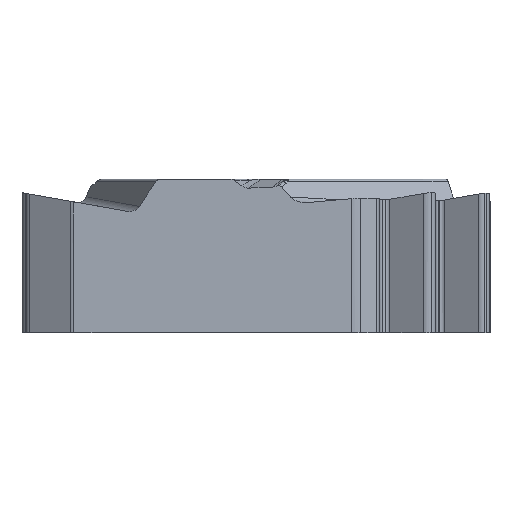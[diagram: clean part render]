
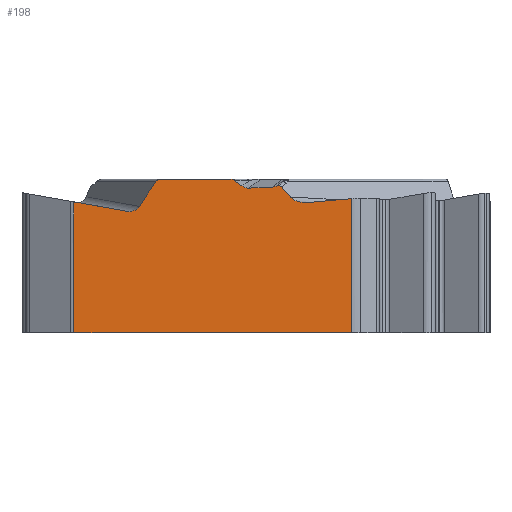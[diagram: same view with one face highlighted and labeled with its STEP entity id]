
A CAD part, left-side view. The second image highlights one B-rep face of the part: STEP entity #198.
In plain terms, the highlighted planar face has unit normal (-1, 0, 0).
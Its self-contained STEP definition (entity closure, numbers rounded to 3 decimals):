
#198=ADVANCED_FACE('',(#380),#330,.F.);
#330=PLANE('',#2493);
#380=FACE_OUTER_BOUND('',#506,.T.);
#506=EDGE_LOOP('',(#721,#722,#723,#724,#725,#726,#727,#728,#729,#730,#731,
#732,#733,#734,#735,#736,#737,#738));
#647=ELLIPSE('',#2489,0.465,0.32);
#648=ELLIPSE('',#2490,0.167,0.15);
#649=ELLIPSE('',#2491,0.155,0.15);
#650=ELLIPSE('',#2492,0.329,0.32);
#721=ORIENTED_EDGE('',*,*,#1672,.F.);
#722=ORIENTED_EDGE('',*,*,#1673,.T.);
#723=ORIENTED_EDGE('',*,*,#1674,.F.);
#724=ORIENTED_EDGE('',*,*,#1675,.T.);
#725=ORIENTED_EDGE('',*,*,#1676,.T.);
#726=ORIENTED_EDGE('',*,*,#1677,.F.);
#727=ORIENTED_EDGE('',*,*,#1678,.F.);
#728=ORIENTED_EDGE('',*,*,#1679,.F.);
#729=ORIENTED_EDGE('',*,*,#1680,.F.);
#730=ORIENTED_EDGE('',*,*,#1681,.F.);
#731=ORIENTED_EDGE('',*,*,#1682,.T.);
#732=ORIENTED_EDGE('',*,*,#1683,.F.);
#733=ORIENTED_EDGE('',*,*,#1684,.F.);
#734=ORIENTED_EDGE('',*,*,#1685,.F.);
#735=ORIENTED_EDGE('',*,*,#1686,.F.);
#736=ORIENTED_EDGE('',*,*,#1687,.T.);
#737=ORIENTED_EDGE('',*,*,#1688,.F.);
#738=ORIENTED_EDGE('',*,*,#1689,.T.);
#1439=VERTEX_POINT('',#3949);
#1440=VERTEX_POINT('',#3950);
#1441=VERTEX_POINT('',#3952);
#1442=VERTEX_POINT('',#3954);
#1443=VERTEX_POINT('',#3956);
#1444=VERTEX_POINT('',#3961);
#1445=VERTEX_POINT('',#3963);
#1446=VERTEX_POINT('',#3977);
#1447=VERTEX_POINT('',#3988);
#1448=VERTEX_POINT('',#3990);
#1449=VERTEX_POINT('',#4004);
#1450=VERTEX_POINT('',#4006);
#1451=VERTEX_POINT('',#4008);
#1452=VERTEX_POINT('',#4010);
#1453=VERTEX_POINT('',#4012);
#1454=VERTEX_POINT('',#4014);
#1455=VERTEX_POINT('',#4016);
#1456=VERTEX_POINT('',#4018);
#1672=EDGE_CURVE('',#1439,#1440,#2023,.T.);
#1673=EDGE_CURVE('',#1439,#1441,#2024,.T.);
#1674=EDGE_CURVE('',#1442,#1441,#2025,.T.);
#1675=EDGE_CURVE('',#1442,#1443,#647,.T.);
#1676=EDGE_CURVE('',#1443,#1444,#2427,.T.);
#1677=EDGE_CURVE('',#1445,#1444,#2026,.T.);
#1678=EDGE_CURVE('',#1446,#1445,#2428,.T.);
#1679=EDGE_CURVE('',#1447,#1446,#2429,.T.);
#1680=EDGE_CURVE('',#1448,#1447,#2027,.T.);
#1681=EDGE_CURVE('',#1449,#1448,#2430,.T.);
#1682=EDGE_CURVE('',#1449,#1450,#2028,.T.);
#1683=EDGE_CURVE('',#1451,#1450,#648,.T.);
#1684=EDGE_CURVE('',#1452,#1451,#2029,.T.);
#1685=EDGE_CURVE('',#1453,#1452,#649,.T.);
#1686=EDGE_CURVE('',#1454,#1453,#2030,.T.);
#1687=EDGE_CURVE('',#1454,#1455,#650,.T.);
#1688=EDGE_CURVE('',#1456,#1455,#2031,.T.);
#1689=EDGE_CURVE('',#1456,#1440,#2032,.T.);
#2023=LINE('',#3948,#2221);
#2024=LINE('',#3951,#2222);
#2025=LINE('',#3953,#2223);
#2026=LINE('',#3962,#2224);
#2027=LINE('',#3989,#2225);
#2028=LINE('',#4005,#2226);
#2029=LINE('',#4009,#2227);
#2030=LINE('',#4013,#2228);
#2031=LINE('',#4017,#2229);
#2032=LINE('',#4019,#2230);
#2221=VECTOR('',#2743,1.);
#2222=VECTOR('',#2744,1.);
#2223=VECTOR('',#2745,1.);
#2224=VECTOR('',#2748,1.);
#2225=VECTOR('',#2749,1.);
#2226=VECTOR('',#2750,1.);
#2227=VECTOR('',#2753,1.);
#2228=VECTOR('',#2756,1.);
#2229=VECTOR('',#2759,1.);
#2230=VECTOR('',#2760,1.);
#2427=B_SPLINE_CURVE_WITH_KNOTS('',3,(#3957,#3958,#3959,#3960),
 .UNSPECIFIED.,.F.,.F.,(4,4),(0.,1.),.UNSPECIFIED.);
#2428=B_SPLINE_CURVE_WITH_KNOTS('',3,(#3964,#3965,#3966,#3967,#3968,#3969,
#3970,#3971,#3972,#3973,#3974,#3975,#3976),.UNSPECIFIED.,.F.,.F.,(4,3,3,
3,4),(0.,0.352,0.627,0.85,1.),
 .UNSPECIFIED.);
#2429=B_SPLINE_CURVE_WITH_KNOTS('',3,(#3978,#3979,#3980,#3981,#3982,#3983,
#3984,#3985,#3986,#3987),.UNSPECIFIED.,.F.,.F.,(4,3,3,4),(0.,0.443,
0.887,1.),.UNSPECIFIED.);
#2430=B_SPLINE_CURVE_WITH_KNOTS('',3,(#3991,#3992,#3993,#3994,#3995,#3996,
#3997,#3998,#3999,#4000,#4001,#4002,#4003),.UNSPECIFIED.,.F.,.F.,(4,3,3,
3,4),(0.,0.263,0.517,0.759,1.),
 .UNSPECIFIED.);
#2489=AXIS2_PLACEMENT_3D('',#3955,#2746,#2747);
#2490=AXIS2_PLACEMENT_3D('',#4007,#2751,#2752);
#2491=AXIS2_PLACEMENT_3D('',#4011,#2754,#2755);
#2492=AXIS2_PLACEMENT_3D('',#4015,#2757,#2758);
#2493=AXIS2_PLACEMENT_3D('',#4020,#2761,#2762);
#2743=DIRECTION('',(0.,1.,0.));
#2744=DIRECTION('',(0.,0.,1.));
#2745=DIRECTION('',(0.,-0.996,0.088));
#2746=DIRECTION('',(1.,0.,0.));
#2747=DIRECTION('',(0.,0.998,0.057));
#2748=DIRECTION('',(0.,-0.672,-0.74));
#2749=DIRECTION('',(0.,-0.999,0.043));
#2750=DIRECTION('',(0.,0.792,0.611));
#2751=DIRECTION('',(1.,0.,0.));
#2752=DIRECTION('',(0.,1.,0.));
#2753=DIRECTION('',(0.,-1.,0.));
#2754=DIRECTION('',(1.,0.,0.));
#2755=DIRECTION('',(0.,1.,0.));
#2756=DIRECTION('',(0.,-0.554,0.833));
#2757=DIRECTION('',(1.,0.,0.));
#2758=DIRECTION('',(0.,0.985,0.174));
#2759=DIRECTION('',(0.,-0.985,-0.174));
#2760=DIRECTION('',(0.,0.,-1.));
#2761=DIRECTION('',(1.,0.,0.));
#2762=DIRECTION('',(0.,0.,-1.));
#3948=CARTESIAN_POINT('',(-4.763,-3.173,-3.97));
#3949=CARTESIAN_POINT('',(-4.763,-2.779,-3.97));
#3950=CARTESIAN_POINT('',(-4.763,4.996,-3.97));
#3951=CARTESIAN_POINT('',(-4.763,-2.779,3.33));
#3952=CARTESIAN_POINT('',(-4.763,-2.779,-0.215));
#3953=CARTESIAN_POINT('',(-4.763,3.113,-0.734));
#3954=CARTESIAN_POINT('',(-4.763,-1.534,-0.325));
#3955=CARTESIAN_POINT('',(-4.763,-1.455,-0.007));
#3956=CARTESIAN_POINT('',(-4.763,-1.088,-0.192));
#3957=CARTESIAN_POINT('',(-4.763,-1.088,-0.192));
#3958=CARTESIAN_POINT('',(-4.763,-1.079,-0.185));
#3959=CARTESIAN_POINT('',(-4.763,-1.072,-0.177));
#3960=CARTESIAN_POINT('',(-4.763,-1.064,-0.168));
#3961=CARTESIAN_POINT('',(-4.763,-1.064,-0.168));
#3962=CARTESIAN_POINT('',(-4.763,0.909,2.005));
#3963=CARTESIAN_POINT('',(-4.762,-0.803,0.119));
#3964=CARTESIAN_POINT('',(-4.763,-0.668,0.136));
#3965=CARTESIAN_POINT('',(-4.763,-0.683,0.143));
#3966=CARTESIAN_POINT('',(-4.763,-0.7,0.148));
#3967=CARTESIAN_POINT('',(-4.763,-0.717,0.149));
#3968=CARTESIAN_POINT('',(-4.763,-0.73,0.15));
#3969=CARTESIAN_POINT('',(-4.763,-0.744,0.149));
#3970=CARTESIAN_POINT('',(-4.763,-0.757,0.146));
#3971=CARTESIAN_POINT('',(-4.763,-0.767,0.143));
#3972=CARTESIAN_POINT('',(-4.763,-0.777,0.139));
#3973=CARTESIAN_POINT('',(-4.763,-0.786,0.133));
#3974=CARTESIAN_POINT('',(-4.763,-0.792,0.129));
#3975=CARTESIAN_POINT('',(-4.763,-0.798,0.125));
#3976=CARTESIAN_POINT('',(-4.763,-0.803,0.119));
#3977=CARTESIAN_POINT('',(-4.763,-0.668,0.136));
#3978=CARTESIAN_POINT('',(-4.763,-0.55,0.108));
#3979=CARTESIAN_POINT('',(-4.763,-0.568,0.109));
#3980=CARTESIAN_POINT('',(-4.763,-0.586,0.112));
#3981=CARTESIAN_POINT('',(-4.763,-0.603,0.115));
#3982=CARTESIAN_POINT('',(-4.763,-0.621,0.119));
#3983=CARTESIAN_POINT('',(-4.763,-0.638,0.124));
#3984=CARTESIAN_POINT('',(-4.763,-0.655,0.131));
#3985=CARTESIAN_POINT('',(-4.763,-0.659,0.133));
#3986=CARTESIAN_POINT('',(-4.763,-0.664,0.134));
#3987=CARTESIAN_POINT('',(-4.763,-0.668,0.136));
#3988=CARTESIAN_POINT('',(-4.763,-0.55,0.108));
#3989=CARTESIAN_POINT('',(-4.763,-3.161,0.22));
#3990=CARTESIAN_POINT('',(-4.763,0.098,0.081));
#3991=CARTESIAN_POINT('',(-4.763,0.297,0.143));
#3992=CARTESIAN_POINT('',(-4.763,0.282,0.131));
#3993=CARTESIAN_POINT('',(-4.763,0.266,0.121));
#3994=CARTESIAN_POINT('',(-4.763,0.249,0.113));
#3995=CARTESIAN_POINT('',(-4.763,0.233,0.105));
#3996=CARTESIAN_POINT('',(-4.763,0.216,0.098));
#3997=CARTESIAN_POINT('',(-4.763,0.199,0.093));
#3998=CARTESIAN_POINT('',(-4.763,0.183,0.088));
#3999=CARTESIAN_POINT('',(-4.763,0.166,0.085));
#4000=CARTESIAN_POINT('',(-4.763,0.149,0.083));
#4001=CARTESIAN_POINT('',(-4.763,0.132,0.081));
#4002=CARTESIAN_POINT('',(-4.763,0.115,0.08));
#4003=CARTESIAN_POINT('',(-4.763,0.098,0.081));
#4004=CARTESIAN_POINT('',(-4.763,0.297,0.143));
#4005=CARTESIAN_POINT('',(-4.763,-1.971,-1.607));
#4006=CARTESIAN_POINT('',(-4.763,0.493,0.294));
#4007=CARTESIAN_POINT('',(-4.763,0.601,0.18));
#4008=CARTESIAN_POINT('',(-4.763,0.601,0.33));
#4009=CARTESIAN_POINT('',(-4.763,-3.173,0.33));
#4010=CARTESIAN_POINT('',(-4.763,2.573,0.33));
#4011=CARTESIAN_POINT('',(-4.763,2.573,0.18));
#4012=CARTESIAN_POINT('',(-4.763,2.704,0.261));
#4013=CARTESIAN_POINT('',(-4.763,1.047,2.754));
#4014=CARTESIAN_POINT('',(-4.763,3.164,-0.431));
#4015=CARTESIAN_POINT('',(-4.763,3.441,-0.256));
#4016=CARTESIAN_POINT('',(-4.763,3.496,-0.571));
#4017=CARTESIAN_POINT('',(-4.763,-2.883,-1.696));
#4018=CARTESIAN_POINT('',(-4.763,4.996,-0.306));
#4019=CARTESIAN_POINT('',(-4.763,4.996,-5.47));
#4020=CARTESIAN_POINT('',(-4.763,-3.173,-0.05));
